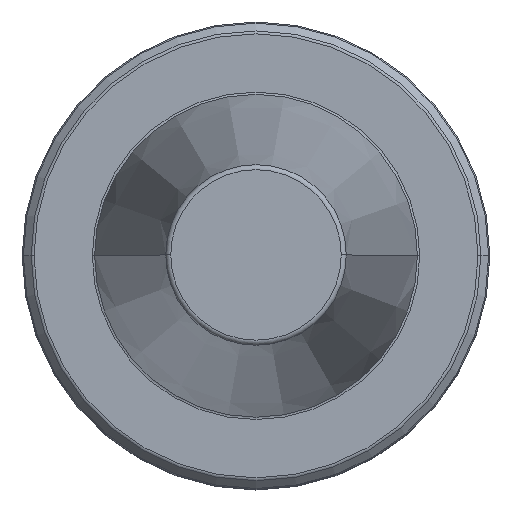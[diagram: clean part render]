
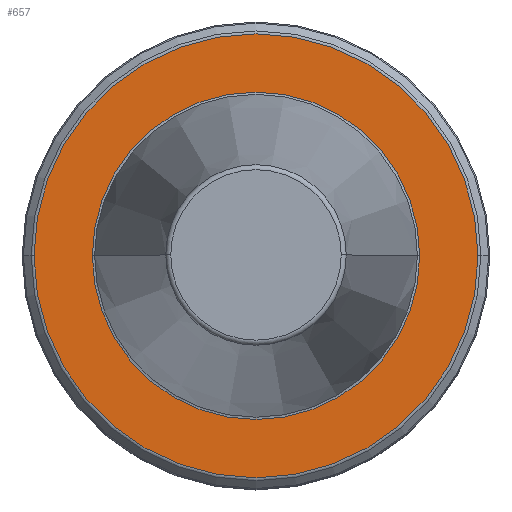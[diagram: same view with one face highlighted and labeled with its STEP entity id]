
A CAD part, top view. The second image highlights one B-rep face of the part: STEP entity #657.
In plain terms, the highlighted planar face has unit normal (0, 0, 1).
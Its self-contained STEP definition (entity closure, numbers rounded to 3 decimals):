
#6 = VERTEX_POINT ( 'NONE', #1091 ) ;
#13 = ORIENTED_EDGE ( 'NONE', *, *, #1152, .T. ) ;
#90 = PLANE ( 'NONE',  #843 ) ;
#101 = FACE_BOUND ( 'NONE', #176, .T. ) ;
#176 = EDGE_LOOP ( 'NONE', ( #607, #988 ) ) ;
#196 = DIRECTION ( 'NONE',  ( 1., 0., 0. ) ) ;
#210 = VERTEX_POINT ( 'NONE', #773 ) ;
#238 = CIRCLE ( 'NONE', #784, 21.834 ) ;
#314 = CARTESIAN_POINT ( 'NONE',  ( 0., 0., -2. ) ) ;
#342 = DIRECTION ( 'NONE',  ( 0., 0., 1. ) ) ;
#413 = CIRCLE ( 'NONE', #1188, 21.834 ) ;
#440 = DIRECTION ( 'NONE',  ( 0., 0., 1. ) ) ;
#449 = EDGE_CURVE ( 'NONE', #6, #1195, #238, .T. ) ;
#580 = CARTESIAN_POINT ( 'NONE',  ( 0., 0., -2. ) ) ;
#607 = ORIENTED_EDGE ( 'NONE', *, *, #1248, .F. ) ;
#647 = CARTESIAN_POINT ( 'NONE',  ( 0., 0., -2. ) ) ;
#657 = ADVANCED_FACE ( 'NONE', ( #1190, #101 ), #90, .T. ) ;
#673 = CIRCLE ( 'NONE', #1249, 16.1 ) ;
#698 = DIRECTION ( 'NONE',  ( 1., 0., 0. ) ) ;
#718 = CIRCLE ( 'NONE', #921, 16.1 ) ;
#720 = CARTESIAN_POINT ( 'NONE',  ( 21.834, 0., -2. ) ) ;
#730 = DIRECTION ( 'NONE',  ( 0., 0., 1. ) ) ;
#773 = CARTESIAN_POINT ( 'NONE',  ( 16.1, 0., -2. ) ) ;
#784 = AXIS2_PLACEMENT_3D ( 'NONE', #1413, #730, #1310 ) ;
#838 = DIRECTION ( 'NONE',  ( 1., 0., 0. ) ) ;
#843 = AXIS2_PLACEMENT_3D ( 'NONE', #580, #342, #698 ) ;
#921 = AXIS2_PLACEMENT_3D ( 'NONE', #647, #1214, #838 ) ;
#988 = ORIENTED_EDGE ( 'NONE', *, *, #1156, .F. ) ;
#1060 = CARTESIAN_POINT ( 'NONE',  ( 0., 0., -2. ) ) ;
#1091 = CARTESIAN_POINT ( 'NONE',  ( -21.834, 0., -2. ) ) ;
#1147 = CARTESIAN_POINT ( 'NONE',  ( -16.1, 0., -2. ) ) ;
#1152 = EDGE_CURVE ( 'NONE', #1195, #6, #413, .T. ) ;
#1156 = EDGE_CURVE ( 'NONE', #1388, #210, #718, .T. ) ;
#1183 = DIRECTION ( 'NONE',  ( 1., 0., 0. ) ) ;
#1188 = AXIS2_PLACEMENT_3D ( 'NONE', #1060, #1308, #1183 ) ;
#1190 = FACE_OUTER_BOUND ( 'NONE', #1360, .T. ) ;
#1195 = VERTEX_POINT ( 'NONE', #720 ) ;
#1214 = DIRECTION ( 'NONE',  ( 0., 0., 1. ) ) ;
#1248 = EDGE_CURVE ( 'NONE', #210, #1388, #673, .T. ) ;
#1249 = AXIS2_PLACEMENT_3D ( 'NONE', #314, #440, #196 ) ;
#1308 = DIRECTION ( 'NONE',  ( 0., 0., 1. ) ) ;
#1310 = DIRECTION ( 'NONE',  ( 1., 0., 0. ) ) ;
#1344 = ORIENTED_EDGE ( 'NONE', *, *, #449, .T. ) ;
#1360 = EDGE_LOOP ( 'NONE', ( #13, #1344 ) ) ;
#1388 = VERTEX_POINT ( 'NONE', #1147 ) ;
#1413 = CARTESIAN_POINT ( 'NONE',  ( 0., 0., -2. ) ) ;
